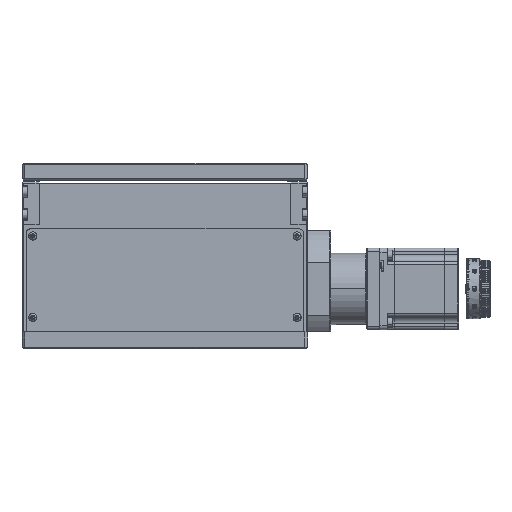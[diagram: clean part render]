
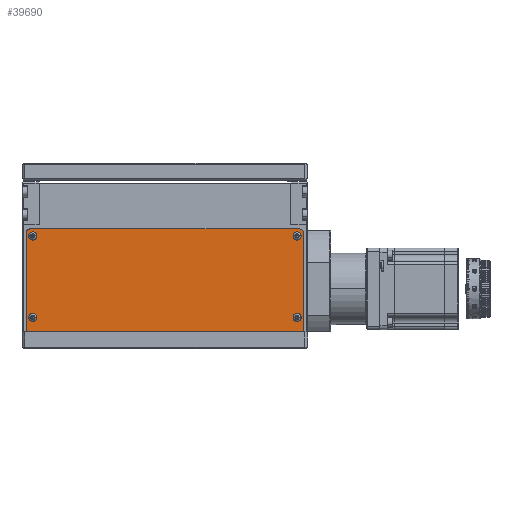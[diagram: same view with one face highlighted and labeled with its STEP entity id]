
A CAD part, front view. The second image highlights one B-rep face of the part: STEP entity #39690.
In plain terms, the highlighted planar face has unit normal (0, -1, 0).
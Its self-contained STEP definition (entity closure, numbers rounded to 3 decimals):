
#2279 = EDGE_CURVE ( 'NONE', #57567, #37197, #61569, .T. ) ;
#2330 = VERTEX_POINT ( 'NONE', #12103 ) ;
#2891 = CARTESIAN_POINT ( 'NONE',  ( -94., -84.5, 84. ) ) ;
#5456 = CIRCLE ( 'NONE', #54846, 2. ) ;
#5485 = ORIENTED_EDGE ( 'NONE', *, *, #51709, .T. ) ;
#5516 = CARTESIAN_POINT ( 'NONE',  ( -97., -84.5, 84. ) ) ;
#6335 = LINE ( 'NONE', #61362, #30937 ) ;
#6555 = CARTESIAN_POINT ( 'NONE',  ( -97., -84.5, 12. ) ) ;
#6780 = LINE ( 'NONE', #17448, #27643 ) ;
#7528 = CARTESIAN_POINT ( 'NONE',  ( 100., -84.5, 12. ) ) ;
#7791 = CARTESIAN_POINT ( 'NONE',  ( -92.5, -84.5, 22. ) ) ;
#7943 = DIRECTION ( 'NONE',  ( 0., -1., 0. ) ) ;
#8301 = EDGE_CURVE ( 'NONE', #2330, #43119, #55298, .T. ) ;
#8460 = EDGE_CURVE ( 'NONE', #24624, #15422, #48564, .T. ) ;
#8684 = FACE_BOUND ( 'NONE', #23269, .T. ) ;
#8844 = ORIENTED_EDGE ( 'NONE', *, *, #9377, .T. ) ;
#9282 = EDGE_CURVE ( 'NONE', #14740, #32384, #60471, .T. ) ;
#9377 = EDGE_CURVE ( 'NONE', #37197, #2330, #6780, .T. ) ;
#9449 = FACE_BOUND ( 'NONE', #50898, .T. ) ;
#10110 = ORIENTED_EDGE ( 'NONE', *, *, #2279, .T. ) ;
#10897 = DIRECTION ( 'NONE',  ( 0., -1., 0. ) ) ;
#11220 = AXIS2_PLACEMENT_3D ( 'NONE', #34590, #24393, #30018 ) ;
#11400 = DIRECTION ( 'NONE',  ( 0., -1., 0. ) ) ;
#11773 = ORIENTED_EDGE ( 'NONE', *, *, #44261, .F. ) ;
#12103 = CARTESIAN_POINT ( 'NONE',  ( 97., -84.5, 81. ) ) ;
#13159 = ORIENTED_EDGE ( 'NONE', *, *, #30558, .T. ) ;
#13302 = DIRECTION ( 'NONE',  ( 0., -1., 0. ) ) ;
#14740 = VERTEX_POINT ( 'NONE', #19343 ) ;
#14998 = PLANE ( 'NONE',  #26773 ) ;
#15333 = AXIS2_PLACEMENT_3D ( 'NONE', #20479, #16107, #17345 ) ;
#15422 = VERTEX_POINT ( 'NONE', #40894 ) ;
#16107 = DIRECTION ( 'NONE',  ( 0., -1., 0. ) ) ;
#17133 = DIRECTION ( 'NONE',  ( 0., -1., 0. ) ) ;
#17345 = DIRECTION ( 'NONE',  ( -1., 0., 0. ) ) ;
#17403 = DIRECTION ( 'NONE',  ( 0., -1., 0. ) ) ;
#17448 = CARTESIAN_POINT ( 'NONE',  ( 97., -84.5, 84. ) ) ;
#19292 = ORIENTED_EDGE ( 'NONE', *, *, #40188, .T. ) ;
#19343 = CARTESIAN_POINT ( 'NONE',  ( 90.5, -84.5, 22. ) ) ;
#20479 = CARTESIAN_POINT ( 'NONE',  ( -92.5, -84.5, 22. ) ) ;
#20565 = VECTOR ( 'NONE', #50634, 1000. ) ;
#21490 = EDGE_CURVE ( 'NONE', #51757, #27809, #5456, .T. ) ;
#21712 = AXIS2_PLACEMENT_3D ( 'NONE', #39964, #11400, #44748 ) ;
#22655 = DIRECTION ( 'NONE',  ( -1., 0., 0. ) ) ;
#23236 = ORIENTED_EDGE ( 'NONE', *, *, #8301, .T. ) ;
#23269 = EDGE_LOOP ( 'NONE', ( #61262, #47588 ) ) ;
#24393 = DIRECTION ( 'NONE',  ( 0., -1., 0. ) ) ;
#24439 = CARTESIAN_POINT ( 'NONE',  ( 90.5, -84.5, 79. ) ) ;
#24624 = VERTEX_POINT ( 'NONE', #24439 ) ;
#25287 = CARTESIAN_POINT ( 'NONE',  ( 92.5, -84.5, 22. ) ) ;
#26329 = VERTEX_POINT ( 'NONE', #58858 ) ;
#26596 = LINE ( 'NONE', #5516, #49624 ) ;
#26773 = AXIS2_PLACEMENT_3D ( 'NONE', #58120, #48285, #29568 ) ;
#26777 = EDGE_CURVE ( 'NONE', #32384, #14740, #38117, .T. ) ;
#27643 = VECTOR ( 'NONE', #40582, 1000. ) ;
#27809 = VERTEX_POINT ( 'NONE', #38635 ) ;
#28838 = FACE_OUTER_BOUND ( 'NONE', #55265, .T. ) ;
#29442 = DIRECTION ( 'NONE',  ( -1., 0., 0. ) ) ;
#29568 = DIRECTION ( 'NONE',  ( -1., 0., 0. ) ) ;
#30018 = DIRECTION ( 'NONE',  ( -1., 0., 0. ) ) ;
#30558 = EDGE_CURVE ( 'NONE', #55219, #36754, #60224, .T. ) ;
#30743 = EDGE_CURVE ( 'NONE', #27809, #51757, #48903, .T. ) ;
#30788 = ORIENTED_EDGE ( 'NONE', *, *, #9282, .F. ) ;
#30937 = VECTOR ( 'NONE', #56348, 1000. ) ;
#31438 = CARTESIAN_POINT ( 'NONE',  ( 94., -84.5, 84. ) ) ;
#31937 = CIRCLE ( 'NONE', #37414, 2. ) ;
#32081 = EDGE_CURVE ( 'NONE', #15422, #24624, #36010, .T. ) ;
#32193 = DIRECTION ( 'NONE',  ( -1., 0., 0. ) ) ;
#32384 = VERTEX_POINT ( 'NONE', #58525 ) ;
#34590 = CARTESIAN_POINT ( 'NONE',  ( -92.5, -84.5, 79. ) ) ;
#34861 = ORIENTED_EDGE ( 'NONE', *, *, #8460, .F. ) ;
#35616 = DIRECTION ( 'NONE',  ( 0., -1., 0. ) ) ;
#35738 = VERTEX_POINT ( 'NONE', #49384 ) ;
#35860 = EDGE_LOOP ( 'NONE', ( #30788, #49677 ) ) ;
#36010 = CIRCLE ( 'NONE', #43974, 2. ) ;
#36180 = EDGE_CURVE ( 'NONE', #26329, #35738, #31937, .T. ) ;
#36487 = DIRECTION ( 'NONE',  ( -1., 0., 0. ) ) ;
#36754 = VERTEX_POINT ( 'NONE', #37538 ) ;
#37197 = VERTEX_POINT ( 'NONE', #51861 ) ;
#37321 = DIRECTION ( 'NONE',  ( 0., -1., 0. ) ) ;
#37414 = AXIS2_PLACEMENT_3D ( 'NONE', #7791, #17403, #32193 ) ;
#37538 = CARTESIAN_POINT ( 'NONE',  ( -97., -84.5, 81. ) ) ;
#38117 = CIRCLE ( 'NONE', #48139, 2. ) ;
#38635 = CARTESIAN_POINT ( 'NONE',  ( -94.5, -84.5, 79. ) ) ;
#38873 = DIRECTION ( 'NONE',  ( 0., 0., -1. ) ) ;
#39690 = ADVANCED_FACE ( 'NONE', ( #40048, #8684, #9449, #57891, #28838 ), #14998, .T. ) ;
#39964 = CARTESIAN_POINT ( 'NONE',  ( 92.5, -84.5, 22. ) ) ;
#40048 = FACE_BOUND ( 'NONE', #35860, .T. ) ;
#40188 = EDGE_CURVE ( 'NONE', #36754, #57567, #26596, .T. ) ;
#40582 = DIRECTION ( 'NONE',  ( 0., 0., 1. ) ) ;
#40761 = AXIS2_PLACEMENT_3D ( 'NONE', #54125, #35616, #44787 ) ;
#40894 = CARTESIAN_POINT ( 'NONE',  ( 94.5, -84.5, 79. ) ) ;
#43119 = VERTEX_POINT ( 'NONE', #31438 ) ;
#43974 = AXIS2_PLACEMENT_3D ( 'NONE', #45642, #7943, #36487 ) ;
#44036 = AXIS2_PLACEMENT_3D ( 'NONE', #55784, #13302, #22655 ) ;
#44261 = EDGE_CURVE ( 'NONE', #35738, #26329, #59000, .T. ) ;
#44748 = DIRECTION ( 'NONE',  ( -1., 0., 0. ) ) ;
#44787 = DIRECTION ( 'NONE',  ( -1., 0., 0. ) ) ;
#45642 = CARTESIAN_POINT ( 'NONE',  ( 92.5, -84.5, 79. ) ) ;
#45849 = ORIENTED_EDGE ( 'NONE', *, *, #36180, .F. ) ;
#46460 = DIRECTION ( 'NONE',  ( -1., 0., 0. ) ) ;
#47588 = ORIENTED_EDGE ( 'NONE', *, *, #21490, .F. ) ;
#48139 = AXIS2_PLACEMENT_3D ( 'NONE', #25287, #10897, #29442 ) ;
#48285 = DIRECTION ( 'NONE',  ( 0., -1., 0. ) ) ;
#48564 = CIRCLE ( 'NONE', #44036, 2. ) ;
#48761 = ORIENTED_EDGE ( 'NONE', *, *, #32081, .F. ) ;
#48903 = CIRCLE ( 'NONE', #11220, 2. ) ;
#49384 = CARTESIAN_POINT ( 'NONE',  ( -90.5, -84.5, 22. ) ) ;
#49624 = VECTOR ( 'NONE', #38873, 1000. ) ;
#49677 = ORIENTED_EDGE ( 'NONE', *, *, #26777, .F. ) ;
#50634 = DIRECTION ( 'NONE',  ( 1., 0., 0. ) ) ;
#50826 = CARTESIAN_POINT ( 'NONE',  ( -92.5, -84.5, 79. ) ) ;
#50898 = EDGE_LOOP ( 'NONE', ( #34861, #48761 ) ) ;
#51033 = DIRECTION ( 'NONE',  ( -1., 0., 0. ) ) ;
#51709 = EDGE_CURVE ( 'NONE', #43119, #55219, #6335, .T. ) ;
#51741 = CARTESIAN_POINT ( 'NONE',  ( -90.5, -84.5, 79. ) ) ;
#51757 = VERTEX_POINT ( 'NONE', #51741 ) ;
#51777 = EDGE_LOOP ( 'NONE', ( #45849, #11773 ) ) ;
#51861 = CARTESIAN_POINT ( 'NONE',  ( 97., -84.5, 12. ) ) ;
#54125 = CARTESIAN_POINT ( 'NONE',  ( 94., -84.5, 81. ) ) ;
#54846 = AXIS2_PLACEMENT_3D ( 'NONE', #50826, #17133, #51033 ) ;
#55219 = VERTEX_POINT ( 'NONE', #2891 ) ;
#55265 = EDGE_LOOP ( 'NONE', ( #8844, #23236, #5485, #13159, #19292, #10110 ) ) ;
#55298 = CIRCLE ( 'NONE', #40761, 3. ) ;
#55784 = CARTESIAN_POINT ( 'NONE',  ( 92.5, -84.5, 79. ) ) ;
#55870 = CARTESIAN_POINT ( 'NONE',  ( -94., -84.5, 81. ) ) ;
#56348 = DIRECTION ( 'NONE',  ( -1., 0., 0. ) ) ;
#57567 = VERTEX_POINT ( 'NONE', #6555 ) ;
#57891 = FACE_BOUND ( 'NONE', #51777, .T. ) ;
#58120 = CARTESIAN_POINT ( 'NONE',  ( 0., -84.5, 49.5 ) ) ;
#58525 = CARTESIAN_POINT ( 'NONE',  ( 94.5, -84.5, 22. ) ) ;
#58858 = CARTESIAN_POINT ( 'NONE',  ( -94.5, -84.5, 22. ) ) ;
#59000 = CIRCLE ( 'NONE', #15333, 2. ) ;
#59136 = AXIS2_PLACEMENT_3D ( 'NONE', #55870, #37321, #46460 ) ;
#60224 = CIRCLE ( 'NONE', #59136, 3. ) ;
#60471 = CIRCLE ( 'NONE', #21712, 2. ) ;
#61262 = ORIENTED_EDGE ( 'NONE', *, *, #30743, .F. ) ;
#61362 = CARTESIAN_POINT ( 'NONE',  ( -97., -84.5, 84. ) ) ;
#61569 = LINE ( 'NONE', #7528, #20565 ) ;
